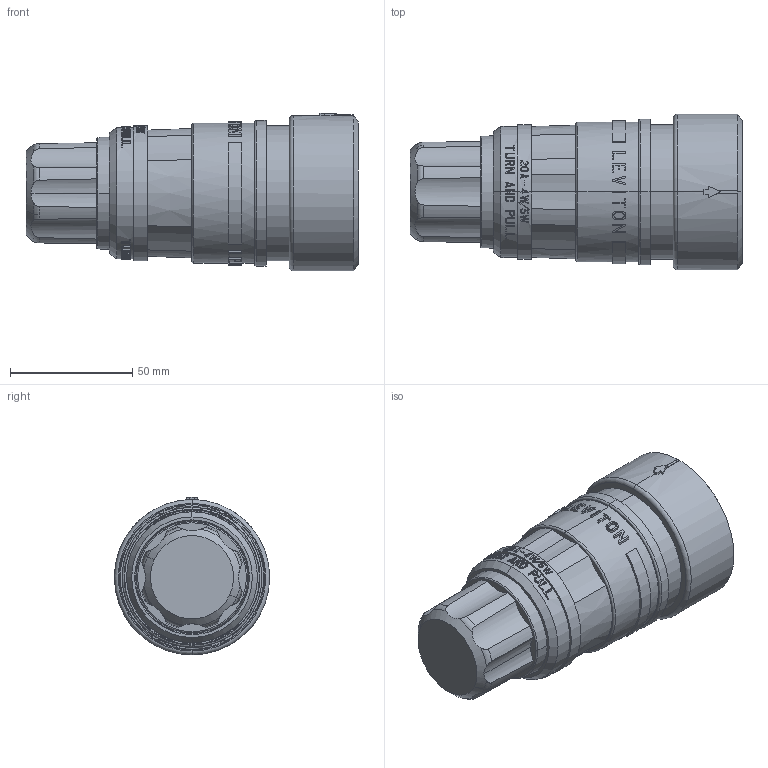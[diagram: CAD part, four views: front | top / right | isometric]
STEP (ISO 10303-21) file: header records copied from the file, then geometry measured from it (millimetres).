
FILE_DESCRIPTION (( 'STEP AP214' ), '1' );
FILE_NAME ('CATSTD-27W81-00X-M01.STEP', '2022-06-09T12:36:59', ( '' ), ( '' ), 'SwSTEP 2.0', 'SolidWorks 2020', '' );
FILE_SCHEMA (( 'AUTOMOTIVE_DESIGN' ));
Length unit declared in the file: inch
Products named in the file (1): CATSTD-27W81-00X-M01
Bounding box: 135.74 x 63.5 x 64.52 mm (x, y, z)
Volume: 266397.2 mm3; surface area: 35738.8 mm2
Topology: 1 solids, 1 shells, 1041 faces, 2742 edges, 1819 vertices
Faces by surface type: plane 666, cylinder 203, bspline 112, cone 38, torus 22
Entity records: 43958 total; most frequent: CARTESIAN_POINT 18477, ORIENTED_EDGE 5484, DIRECTION 4542, EDGE_CURVE 2742, VERTEX_POINT 1819, VECTOR 1570, LINE 1570, AXIS2_PLACEMENT_3D 1486
